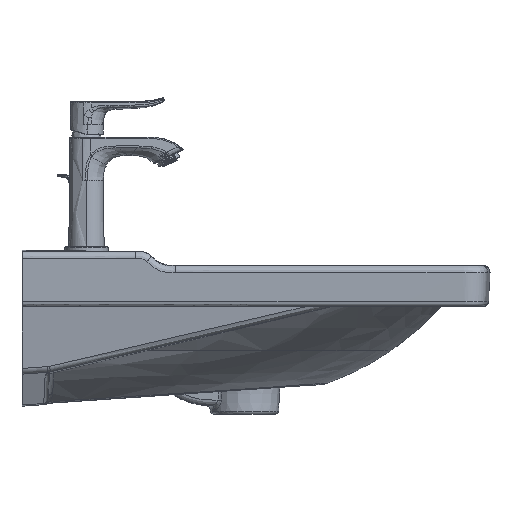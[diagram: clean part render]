
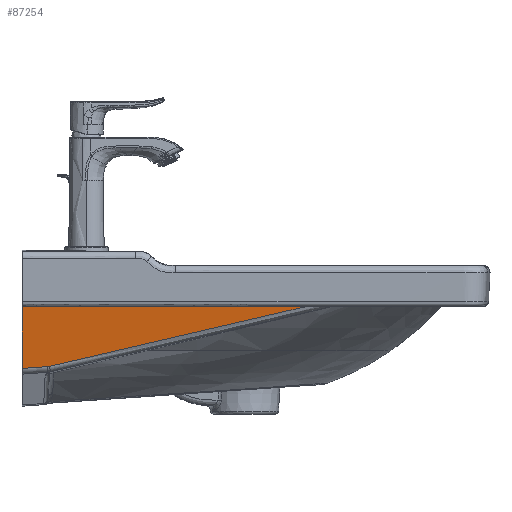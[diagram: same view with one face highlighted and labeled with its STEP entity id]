
A CAD part, front view. The second image highlights one B-rep face of the part: STEP entity #87254.
In plain terms, the highlighted planar face has unit normal (0, -0.99, -0.139).
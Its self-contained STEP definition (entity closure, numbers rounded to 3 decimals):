
#87174=CARTESIAN_POINT('',(0.,-576.117,-56.304));
#87175=VERTEX_POINT('',#87174);
#87185=CARTESIAN_POINT('',(308.73,-576.117,-56.304));
#87186=VERTEX_POINT('',#87185);
#87187=CARTESIAN_POINT('',(308.73,-576.117,-56.304));
#87188=DIRECTION('',(-1.0,0.0,0.0));
#87189=VECTOR('',#87188,308.73);
#87190=LINE('',#87187,#87189);
#87191=EDGE_CURVE('',#87186,#87175,#87190,.T.);
#87211=CARTESIAN_POINT('',(0.0,-579.111,-35.0));
#87212=DIRECTION('',(0.0,0.99,0.139));
#87213=DIRECTION('',(0.0,-0.139,0.99));
#87214=AXIS2_PLACEMENT_3D('',#87211,#87212,#87213);
#87215=PLANE('',#87214);
#87216=ORIENTED_EDGE('',*,*,#87191,.T.);
#87217=CARTESIAN_POINT('',(0.,-566.648,-123.679));
#87218=VERTEX_POINT('',#87217);
#87219=CARTESIAN_POINT('',(0.0,-576.117,-56.304));
#87220=DIRECTION('',(0.0,0.139,-0.99));
#87221=VECTOR('',#87220,68.037);
#87222=LINE('',#87219,#87221);
#87223=EDGE_CURVE('',#87175,#87218,#87222,.T.);
#87224=ORIENTED_EDGE('',*,*,#87223,.T.);
#87225=CARTESIAN_POINT('',(26.955,-566.914,-121.783));
#87226=VERTEX_POINT('',#87225);
#87227=CARTESIAN_POINT('',(26.955,-566.914,-121.783));
#87228=DIRECTION('',(-0.997,0.01,-0.07));
#87229=VECTOR('',#87228,27.023);
#87230=LINE('',#87227,#87229);
#87231=EDGE_CURVE('',#87218,#87226,#87230,.F.);
#87232=ORIENTED_EDGE('',*,*,#87231,.T.);
#87233=CARTESIAN_POINT('',(28.974,-566.957,-121.478));
#87234=VERTEX_POINT('',#87233);
#87235=CARTESIAN_POINT('',(26.112,-568.741,-108.787));
#87236=DIRECTION('',(0.,0.99,0.139));
#87237=DIRECTION('',(0.108,-0.138,0.984));
#87238=AXIS2_PLACEMENT_3D('',#87235,#87236,#87237);
#87239=ELLIPSE('',#87238,13.158,12.902);
#87240=EDGE_CURVE('',#87226,#87234,#87239,.F.);
#87241=ORIENTED_EDGE('',*,*,#87240,.T.);
#87242=CARTESIAN_POINT('',(308.73,-576.117,-56.304));
#87243=CARTESIAN_POINT('',(261.78,-574.583,-67.214));
#87244=CARTESIAN_POINT('',(214.826,-573.049,-78.133));
#87245=CARTESIAN_POINT('',(167.855,-571.511,-89.072));
#87246=CARTESIAN_POINT('',(121.549,-569.996,-99.857));
#87247=CARTESIAN_POINT('',(75.265,-568.479,-110.651));
#87248=CARTESIAN_POINT('',(28.974,-566.957,-121.478));
#87249=B_SPLINE_CURVE_WITH_KNOTS('',3,(#87242,#87243,#87244,#87245,#87246,#87247,#87248),.UNSPECIFIED.,.F.,.U.,(4,3,4),(0.0,204.665,406.435),.UNSPECIFIED.);
#87250=EDGE_CURVE('',#87234,#87186,#87249,.F.);
#87251=ORIENTED_EDGE('',*,*,#87250,.T.);
#87252=EDGE_LOOP('',(#87216,#87224,#87232,#87241,#87251));
#87253=FACE_OUTER_BOUND('',#87252,.T.);
#87254=ADVANCED_FACE('',(#87253),#87215,.F.);
